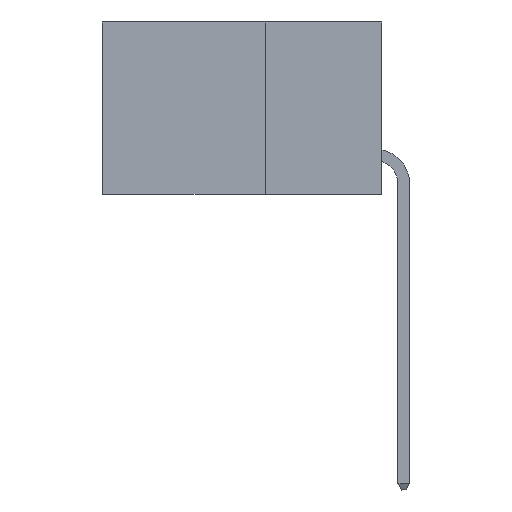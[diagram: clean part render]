
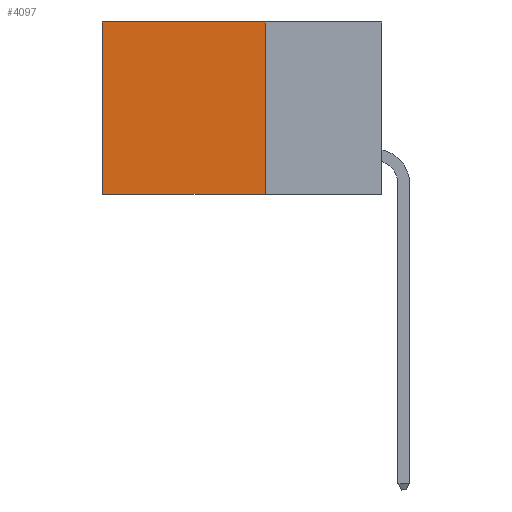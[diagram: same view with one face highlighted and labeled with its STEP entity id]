
A CAD part, left-side view. The second image highlights one B-rep face of the part: STEP entity #4097.
In plain terms, the highlighted planar face has unit normal (-1, 0, 0).
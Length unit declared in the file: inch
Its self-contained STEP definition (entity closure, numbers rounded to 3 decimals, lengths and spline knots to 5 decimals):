
#36 = CARTESIAN_POINT ( 'NONE',  ( 0.2875, 0.25, -0.37 ) ) ;
#291 = LINE ( 'NONE', #7150, #1074 ) ;
#578 = EDGE_LOOP ( 'NONE', ( #1800, #17826, #18654, #9947 ) ) ;
#1074 = VECTOR ( 'NONE', #15467, 39.37008 ) ;
#1225 = DIRECTION ( 'NONE',  ( 0., 0., -1. ) ) ;
#1244 = CARTESIAN_POINT ( 'NONE',  ( 0.2875, 0.6, -0.37 ) ) ;
#1800 = ORIENTED_EDGE ( 'NONE', *, *, #18858, .T. ) ;
#1862 = EDGE_CURVE ( 'NONE', #18065, #3935, #18173, .T. ) ;
#2840 = FACE_OUTER_BOUND ( 'NONE', #578, .T. ) ;
#2906 = DIRECTION ( 'NONE',  ( 1., 0., 0. ) ) ;
#3526 = CARTESIAN_POINT ( 'NONE',  ( 0.2875, 0.25, -0.37 ) ) ;
#3935 = VERTEX_POINT ( 'NONE', #1244 ) ;
#4097 = ADVANCED_FACE ( 'NONE', ( #2840 ), #5706, .F. ) ;
#5706 = PLANE ( 'NONE',  #16518 ) ;
#5956 = LINE ( 'NONE', #7915, #11214 ) ;
#7150 = CARTESIAN_POINT ( 'NONE',  ( 0.2875, 0.6, 0. ) ) ;
#7417 = CARTESIAN_POINT ( 'NONE',  ( 0.2875, 0.25, 0. ) ) ;
#7915 = CARTESIAN_POINT ( 'NONE',  ( 0.2875, 0.25, 0. ) ) ;
#8700 = VECTOR ( 'NONE', #13479, 39.37008 ) ;
#9947 = ORIENTED_EDGE ( 'NONE', *, *, #15337, .T. ) ;
#10148 = DIRECTION ( 'NONE',  ( 0., 1., 0. ) ) ;
#11214 = VECTOR ( 'NONE', #1225, 39.37008 ) ;
#11222 = DIRECTION ( 'NONE',  ( 0., 0., -1. ) ) ;
#11540 = EDGE_CURVE ( 'NONE', #20630, #18065, #5956, .T. ) ;
#13479 = DIRECTION ( 'NONE',  ( 0., 1., 0. ) ) ;
#14268 = CARTESIAN_POINT ( 'NONE',  ( 0.2875, 0.6, 0. ) ) ;
#15337 = EDGE_CURVE ( 'NONE', #20630, #20081, #18659, .T. ) ;
#15467 = DIRECTION ( 'NONE',  ( 0., 0., -1. ) ) ;
#16068 = VECTOR ( 'NONE', #10148, 39.37008 ) ;
#16518 = AXIS2_PLACEMENT_3D ( 'NONE', #7417, #2906, #11222 ) ;
#17826 = ORIENTED_EDGE ( 'NONE', *, *, #1862, .F. ) ;
#18065 = VERTEX_POINT ( 'NONE', #36 ) ;
#18173 = LINE ( 'NONE', #3526, #8700 ) ;
#18654 = ORIENTED_EDGE ( 'NONE', *, *, #11540, .F. ) ;
#18659 = LINE ( 'NONE', #20224, #16068 ) ;
#18858 = EDGE_CURVE ( 'NONE', #20081, #3935, #291, .T. ) ;
#19231 = CARTESIAN_POINT ( 'NONE',  ( 0.2875, 0.25, 0. ) ) ;
#20081 = VERTEX_POINT ( 'NONE', #14268 ) ;
#20224 = CARTESIAN_POINT ( 'NONE',  ( 0.2875, 0.25, 0. ) ) ;
#20630 = VERTEX_POINT ( 'NONE', #19231 ) ;
